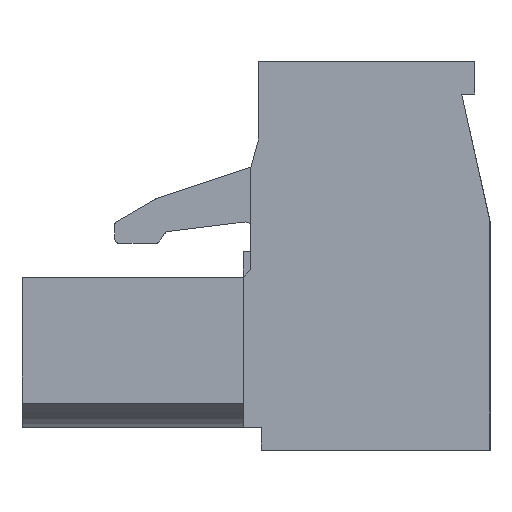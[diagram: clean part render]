
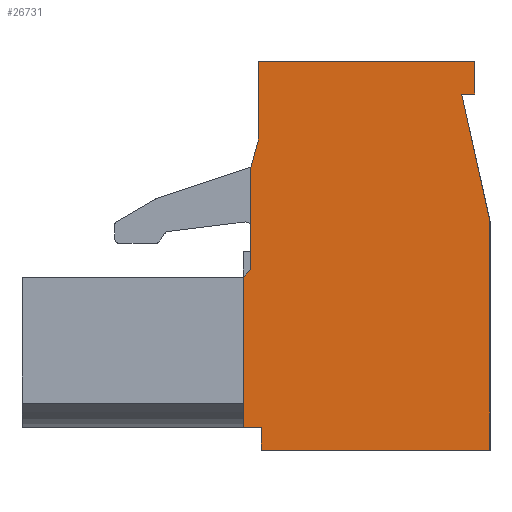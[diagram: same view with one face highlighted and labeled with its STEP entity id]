
A CAD part, left-side view. The second image highlights one B-rep face of the part: STEP entity #26731.
In plain terms, the highlighted planar face has unit normal (-1, 0, 0).
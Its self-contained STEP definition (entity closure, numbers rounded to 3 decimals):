
#4734=ORIENTED_EDGE('',*,*,#10311,.F.);
#4735=ORIENTED_EDGE('',*,*,#9217,.F.);
#4736=ORIENTED_EDGE('',*,*,#9755,.F.);
#4737=ORIENTED_EDGE('',*,*,#8872,.F.);
#4738=ORIENTED_EDGE('',*,*,#9741,.F.);
#4739=ORIENTED_EDGE('',*,*,#9273,.F.);
#4740=ORIENTED_EDGE('',*,*,#8950,.F.);
#4741=ORIENTED_EDGE('',*,*,#9742,.F.);
#4742=ORIENTED_EDGE('',*,*,#8820,.F.);
#4743=ORIENTED_EDGE('',*,*,#9746,.F.);
#4744=ORIENTED_EDGE('',*,*,#9749,.F.);
#4745=ORIENTED_EDGE('',*,*,#8300,.F.);
#4746=ORIENTED_EDGE('',*,*,#9786,.F.);
#8300=EDGE_CURVE('',#12077,#12078,#14569,.T.);
#8820=EDGE_CURVE('',#12530,#12531,#15044,.T.);
#8872=EDGE_CURVE('',#12582,#12583,#15096,.T.);
#8950=EDGE_CURVE('',#12649,#12650,#15173,.T.);
#9217=EDGE_CURVE('',#12904,#12905,#15391,.T.);
#9273=EDGE_CURVE('',#12650,#12951,#15446,.T.);
#9741=EDGE_CURVE('',#12951,#12582,#15869,.T.);
#9742=EDGE_CURVE('',#12531,#12649,#15870,.T.);
#9746=EDGE_CURVE('',#13279,#12530,#15874,.T.);
#9749=EDGE_CURVE('',#12078,#13279,#15877,.T.);
#9755=EDGE_CURVE('',#12583,#12904,#15883,.T.);
#9786=EDGE_CURVE('',#13291,#12077,#15912,.T.);
#10311=EDGE_CURVE('',#12905,#13291,#16367,.T.);
#12077=VERTEX_POINT('',#36620);
#12078=VERTEX_POINT('',#36622);
#12530=VERTEX_POINT('',#37662);
#12531=VERTEX_POINT('',#37664);
#12582=VERTEX_POINT('',#37767);
#12583=VERTEX_POINT('',#37769);
#12649=VERTEX_POINT('',#37913);
#12650=VERTEX_POINT('',#37915);
#12904=VERTEX_POINT('',#38440);
#12905=VERTEX_POINT('',#38442);
#12951=VERTEX_POINT('',#38554);
#13279=VERTEX_POINT('',#39470);
#13291=VERTEX_POINT('',#39548);
#14569=LINE('',#36621,#17973);
#15044=LINE('',#37663,#18448);
#15096=LINE('',#37768,#18500);
#15173=LINE('',#37914,#18577);
#15391=LINE('',#38441,#18795);
#15446=LINE('',#38553,#18850);
#15869=LINE('',#39460,#19273);
#15870=LINE('',#39462,#19274);
#15874=LINE('',#39471,#19278);
#15877=LINE('',#39476,#19281);
#15883=LINE('',#39485,#19287);
#15912=LINE('',#39549,#19316);
#16367=LINE('',#40697,#19771);
#17973=VECTOR('',#29539,1000.);
#18448=VECTOR('',#30242,1000.);
#18500=VECTOR('',#30296,1000.);
#18577=VECTOR('',#30377,1000.);
#18795=VECTOR('',#30703,1000.);
#18850=VECTOR('',#30780,1000.);
#19273=VECTOR('',#31521,1000.);
#19274=VECTOR('',#31524,1000.);
#19278=VECTOR('',#31530,1000.);
#19281=VECTOR('',#31535,1000.);
#19287=VECTOR('',#31545,1000.);
#19316=VECTOR('',#31624,1000.);
#19771=VECTOR('',#33125,1000.);
#22267=EDGE_LOOP('',(#4734,#4735,#4736,#4737,#4738,#4739,#4740,#4741,#4742,
#4743,#4744,#4745,#4746));
#23962=FACE_BOUND('',#22267,.T.);
#25374=PLANE('',#28641);
#26731=ADVANCED_FACE('',(#23962),#25374,.F.);
#28641=AXIS2_PLACEMENT_3D('',#40831,#33287,#33288);
#29539=DIRECTION('',(0.,0.,1.));
#30242=DIRECTION('',(0.,-1.,0.));
#30296=DIRECTION('',(0.,1.,0.));
#30377=DIRECTION('',(0.,1.,0.));
#30703=DIRECTION('',(0.,1.,0.));
#30780=DIRECTION('',(0.,-0.217,-0.976));
#31521=DIRECTION('',(0.,0.,-1.));
#31524=DIRECTION('',(0.,0.,-1.));
#31530=DIRECTION('',(0.,0.,1.));
#31535=DIRECTION('',(0.,-0.263,0.965));
#31545=DIRECTION('',(0.,0.,1.));
#31624=DIRECTION('',(0.,-0.707,0.707));
#33125=DIRECTION('',(0.,0.,1.));
#33287=DIRECTION('',(1.,0.,0.));
#33288=DIRECTION('',(0.,0.,-1.));
#36620=CARTESIAN_POINT('',(-30.58,4.85,2.575));
#36621=CARTESIAN_POINT('',(-30.58,4.85,6.55));
#36622=CARTESIAN_POINT('',(-30.58,4.85,6.55));
#37662=CARTESIAN_POINT('',(-30.58,4.55,10.65));
#37663=CARTESIAN_POINT('',(-30.58,-3.85,10.65));
#37664=CARTESIAN_POINT('',(-30.58,-3.85,10.65));
#37767=CARTESIAN_POINT('',(-30.58,-4.45,-4.45));
#37768=CARTESIAN_POINT('',(-30.58,4.45,-4.45));
#37769=CARTESIAN_POINT('',(-30.58,4.45,-4.45));
#37913=CARTESIAN_POINT('',(-30.58,-3.85,9.4));
#37914=CARTESIAN_POINT('',(-30.58,-3.35,9.4));
#37915=CARTESIAN_POINT('',(-30.58,-3.35,9.4));
#38440=CARTESIAN_POINT('',(-30.58,4.45,-3.575));
#38441=CARTESIAN_POINT('',(-30.58,5.15,-3.575));
#38442=CARTESIAN_POINT('',(-30.58,5.15,-3.575));
#38553=CARTESIAN_POINT('',(-30.58,-3.35,9.4));
#38554=CARTESIAN_POINT('',(-30.58,-4.45,4.45));
#39460=CARTESIAN_POINT('',(-30.58,-4.45,-4.45));
#39462=CARTESIAN_POINT('',(-30.58,-3.85,9.4));
#39470=CARTESIAN_POINT('',(-30.58,4.55,7.65));
#39471=CARTESIAN_POINT('',(-30.58,4.55,10.65));
#39476=CARTESIAN_POINT('',(-30.58,4.55,7.65));
#39485=CARTESIAN_POINT('',(-30.58,4.45,-3.575));
#39548=CARTESIAN_POINT('',(-30.58,5.15,2.275));
#39549=CARTESIAN_POINT('',(-30.58,5.15,2.275));
#40697=CARTESIAN_POINT('',(-30.58,5.15,2.275));
#40831=CARTESIAN_POINT('',(-30.58,0.,0.));
